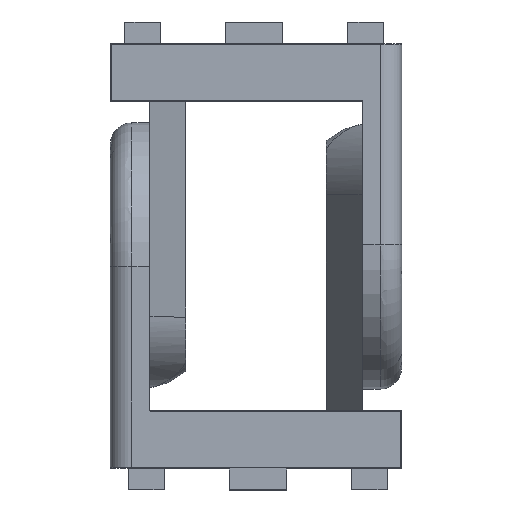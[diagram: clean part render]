
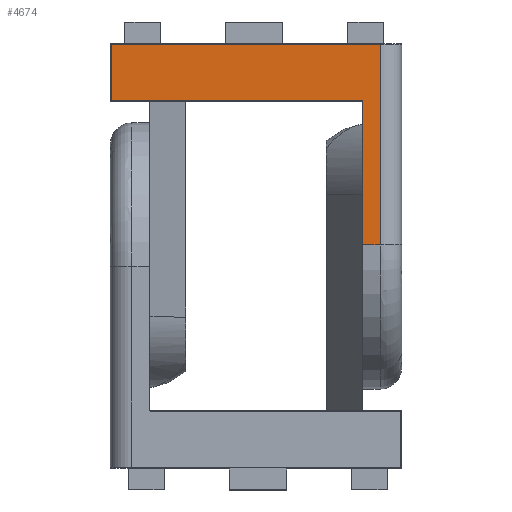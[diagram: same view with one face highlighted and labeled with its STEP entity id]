
A CAD part, top view. The second image highlights one B-rep face of the part: STEP entity #4674.
In plain terms, the highlighted planar face has unit normal (0, 0, 1).
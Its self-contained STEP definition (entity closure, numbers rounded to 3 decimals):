
#239 = VECTOR ( 'NONE', #1095, 1000. ) ;
#446 = CARTESIAN_POINT ( 'NONE',  ( 18.795, 26.109, 32.067 ) ) ;
#695 = CARTESIAN_POINT ( 'NONE',  ( -18.605, 6.109, 32.067 ) ) ;
#713 = DIRECTION ( 'NONE',  ( -1., 0., 0. ) ) ;
#717 = EDGE_CURVE ( 'NONE', #9449, #8014, #2958, .T. ) ;
#919 = EDGE_CURVE ( 'NONE', #8009, #4473, #3709, .T. ) ;
#1095 = DIRECTION ( 'NONE',  ( 0., 1., 0. ) ) ;
#1470 = FACE_OUTER_BOUND ( 'NONE', #6572, .T. ) ;
#1807 = LINE ( 'NONE', #7987, #239 ) ;
#1910 = EDGE_CURVE ( 'NONE', #2225, #8666, #4472, .T. ) ;
#2130 = CARTESIAN_POINT ( 'NONE',  ( 21.295, 6.109, 32.067 ) ) ;
#2150 = CARTESIAN_POINT ( 'NONE',  ( 21.295, 46.209, 32.067 ) ) ;
#2225 = VERTEX_POINT ( 'NONE', #6804 ) ;
#2645 = DIRECTION ( 'NONE',  ( 0., 0., 1. ) ) ;
#2775 = EDGE_CURVE ( 'NONE', #8874, #2225, #6942, .T. ) ;
#2836 = DIRECTION ( 'NONE',  ( 0., -1., 0. ) ) ;
#2894 = DIRECTION ( 'NONE',  ( 0., 0., -1. ) ) ;
#2958 = CIRCLE ( 'NONE', #8722, 0.2 ) ;
#2984 = VECTOR ( 'NONE', #9892, 1000. ) ;
#3013 = LINE ( 'NONE', #2150, #4765 ) ;
#3094 = CARTESIAN_POINT ( 'NONE',  ( 16.395, 26.109, 32.067 ) ) ;
#3325 = CARTESIAN_POINT ( 'NONE',  ( -18.605, 46.209, 32.067 ) ) ;
#3597 = CARTESIAN_POINT ( 'NONE',  ( 18.795, 54.009, 32.067 ) ) ;
#3709 = LINE ( 'NONE', #3809, #6817 ) ;
#3809 = CARTESIAN_POINT ( 'NONE',  ( -5.037, 26.109, 32.067 ) ) ;
#4045 = ORIENTED_EDGE ( 'NONE', *, *, #6153, .F. ) ;
#4238 = VECTOR ( 'NONE', #2836, 1000. ) ;
#4472 = LINE ( 'NONE', #7616, #2984 ) ;
#4473 = VERTEX_POINT ( 'NONE', #3094 ) ;
#4674 = ADVANCED_FACE ( 'NONE', ( #1470 ), #9733, .F. ) ;
#4765 = VECTOR ( 'NONE', #5222, 1000. ) ;
#5222 = DIRECTION ( 'NONE',  ( -1., 0., 0. ) ) ;
#5252 = VECTOR ( 'NONE', #9202, 1000. ) ;
#5785 = ORIENTED_EDGE ( 'NONE', *, *, #919, .F. ) ;
#5816 = ORIENTED_EDGE ( 'NONE', *, *, #7789, .F. ) ;
#6153 = EDGE_CURVE ( 'NONE', #8666, #8009, #7589, .T. ) ;
#6572 = EDGE_LOOP ( 'NONE', ( #9183, #9445, #9431, #5816, #5785, #4045, #9480 ) ) ;
#6588 = CARTESIAN_POINT ( 'NONE',  ( 16.195, 46.209, 32.067 ) ) ;
#6804 = CARTESIAN_POINT ( 'NONE',  ( -18.605, 54.009, 32.067 ) ) ;
#6817 = VECTOR ( 'NONE', #713, 1000. ) ;
#6942 = LINE ( 'NONE', #695, #5252 ) ;
#7341 = AXIS2_PLACEMENT_3D ( 'NONE', #2130, #2894, #9875 ) ;
#7374 = CARTESIAN_POINT ( 'NONE',  ( 16.395, 46.009, 32.067 ) ) ;
#7503 = CARTESIAN_POINT ( 'NONE',  ( 18.795, 6.109, 32.067 ) ) ;
#7589 = LINE ( 'NONE', #7503, #4238 ) ;
#7616 = CARTESIAN_POINT ( 'NONE',  ( 21.295, 54.009, 32.067 ) ) ;
#7789 = EDGE_CURVE ( 'NONE', #4473, #9449, #1807, .T. ) ;
#7987 = CARTESIAN_POINT ( 'NONE',  ( 16.395, 46.109, 32.067 ) ) ;
#8009 = VERTEX_POINT ( 'NONE', #446 ) ;
#8014 = VERTEX_POINT ( 'NONE', #6588 ) ;
#8175 = EDGE_CURVE ( 'NONE', #8014, #8874, #3013, .T. ) ;
#8666 = VERTEX_POINT ( 'NONE', #3597 ) ;
#8722 = AXIS2_PLACEMENT_3D ( 'NONE', #8867, #2645, #9530 ) ;
#8867 = CARTESIAN_POINT ( 'NONE',  ( 16.195, 46.009, 32.067 ) ) ;
#8874 = VERTEX_POINT ( 'NONE', #3325 ) ;
#9183 = ORIENTED_EDGE ( 'NONE', *, *, #2775, .F. ) ;
#9202 = DIRECTION ( 'NONE',  ( 0., 1., 0. ) ) ;
#9431 = ORIENTED_EDGE ( 'NONE', *, *, #717, .F. ) ;
#9445 = ORIENTED_EDGE ( 'NONE', *, *, #8175, .F. ) ;
#9449 = VERTEX_POINT ( 'NONE', #7374 ) ;
#9480 = ORIENTED_EDGE ( 'NONE', *, *, #1910, .F. ) ;
#9530 = DIRECTION ( 'NONE',  ( 0., -1., 0. ) ) ;
#9733 = PLANE ( 'NONE',  #7341 ) ;
#9875 = DIRECTION ( 'NONE',  ( 0., -1., 0. ) ) ;
#9892 = DIRECTION ( 'NONE',  ( 1., 0., 0. ) ) ;
